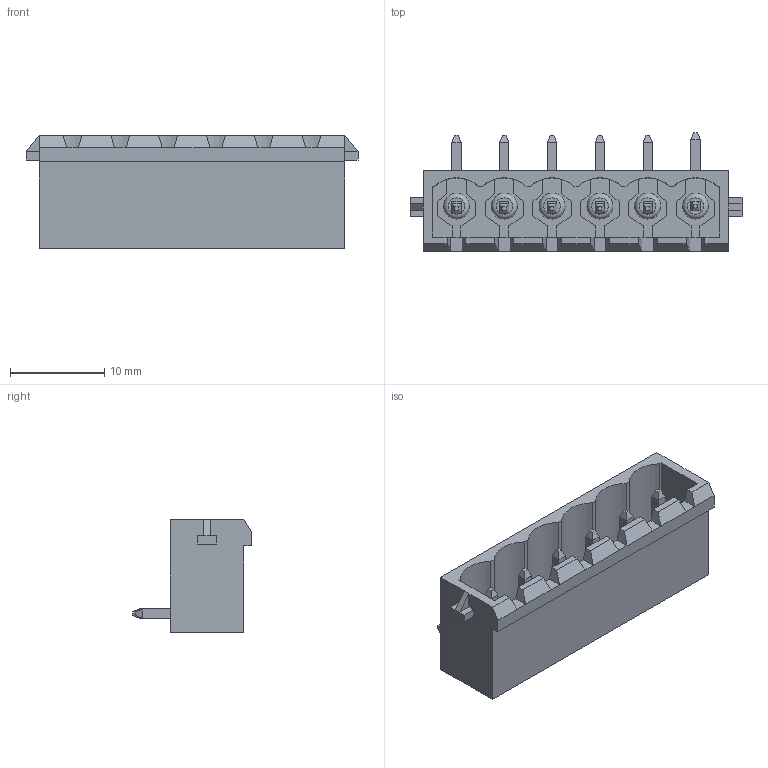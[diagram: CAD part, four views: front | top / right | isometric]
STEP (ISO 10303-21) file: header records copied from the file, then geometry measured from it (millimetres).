
FILE_DESCRIPTION(/* description */ ('Unknown'),/* implementation_level */ '2;1');
FILE_NAME(/* name */ '691305540006',/* time_stamp */ '2018-09-14T12:42:29+02:00',/* author */ ('Unknown'),/* organization */ ('Unknown'),/* preprocessor_version */ 'ST-DEVELOPER v16.7',/* originating_system */ 'DEX',/* authorisation */ $);
FILE_SCHEMA (('AUTOMOTIVE_DESIGN {1 0 10303 214 3 1 1}'));
Length unit declared in the file: millimetre
Products named in the file (3): 6913055400xx; 691305540006; 6913055400xx_PIN
Assembly tree (7 placements, depth 2):
  6913055400xx
    691305540006
    6913055400xx_PIN  x6
Bounding box: 35.28 x 12.6 x 12 mm (x, y, z)
Volume: 1300.9 mm3; surface area: 3144.2 mm2
Topology: 7 solids, 7 shells, 333 faces, 889 edges, 570 vertices
Faces by surface type: plane 309, cylinder 18, torus 6
Full cylindrical faces by diameter (mm): 2.75 x6
Entity records: 7914 total; most frequent: CARTESIAN_POINT 1396, ORIENTED_EDGE 1372, DIRECTION 1242, EDGE_CURVE 686, LINE 642, VECTOR 642, VERTEX_POINT 454, AXIS2_PLACEMENT_3D 300
